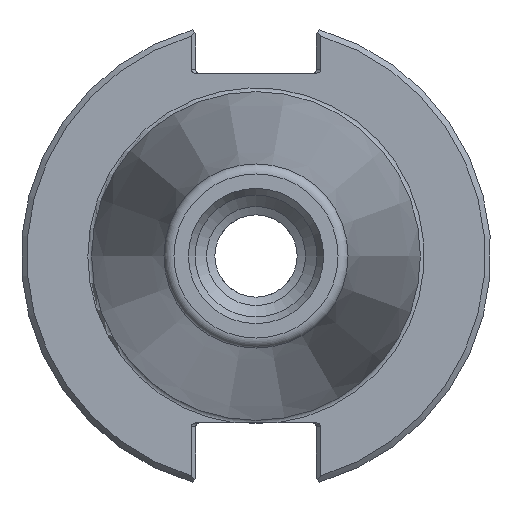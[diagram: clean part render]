
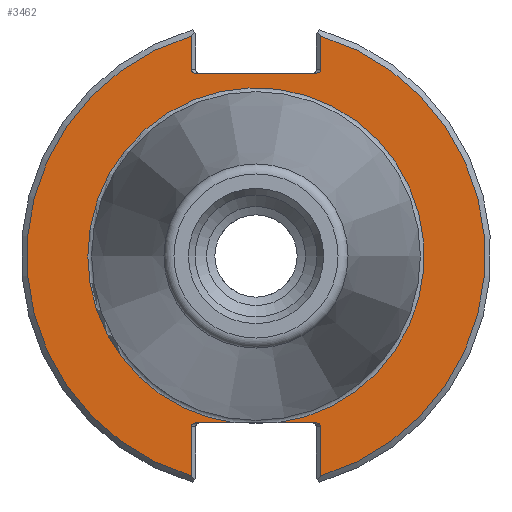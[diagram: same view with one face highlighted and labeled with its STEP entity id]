
A CAD part, left-side view. The second image highlights one B-rep face of the part: STEP entity #3462.
In plain terms, the highlighted planar face has unit normal (-1, 0, 0).
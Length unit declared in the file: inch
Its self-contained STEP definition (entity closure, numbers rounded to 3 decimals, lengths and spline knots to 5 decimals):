
#2520=CARTESIAN_POINT('',(0.125,0.345,0.992));
#2521=VERTEX_POINT('',#2520);
#2528=CARTESIAN_POINT('',(0.125,0.31672,0.972));
#2529=VERTEX_POINT('',#2528);
#2530=CARTESIAN_POINT('',(0.125,0.31672,0.992));
#2531=DIRECTION('',(-1.0,0.0,0.0));
#2532=DIRECTION('',(0.0,1.0,0.0));
#2533=AXIS2_PLACEMENT_3D('',#2530,#2531,#2532);
#2534=ELLIPSE('',#2533,0.02828,0.02);
#2535=EDGE_CURVE('',#2521,#2529,#2534,.T.);
#2620=CARTESIAN_POINT('',(0.125,0.345,1.1702));
#2621=VERTEX_POINT('',#2620);
#2628=CARTESIAN_POINT('',(0.125,0.345,1.1702));
#2629=DIRECTION('',(0.0,0.0,-1.0));
#2630=VECTOR('',#2629,0.1782);
#2631=LINE('',#2628,#2630);
#2632=EDGE_CURVE('',#2621,#2521,#2631,.T.);
#2732=CARTESIAN_POINT('',(0.125,-0.31672,0.972));
#2733=VERTEX_POINT('',#2732);
#2740=CARTESIAN_POINT('',(0.125,-0.345,0.992));
#2741=VERTEX_POINT('',#2740);
#2742=CARTESIAN_POINT('',(0.125,-0.31672,0.992));
#2743=DIRECTION('',(-1.0,0.0,0.0));
#2744=DIRECTION('',(0.0,-1.0,0.0));
#2745=AXIS2_PLACEMENT_3D('',#2742,#2743,#2744);
#2746=ELLIPSE('',#2745,0.02828,0.02);
#2747=EDGE_CURVE('',#2733,#2741,#2746,.T.);
#2797=CARTESIAN_POINT('',(0.125,-0.345,1.1702));
#2798=VERTEX_POINT('',#2797);
#2799=CARTESIAN_POINT('',(0.125,-0.345,0.992));
#2800=DIRECTION('',(0.0,0.0,1.0));
#2801=VECTOR('',#2800,0.1782);
#2802=LINE('',#2799,#2801);
#2803=EDGE_CURVE('',#2741,#2798,#2802,.T.);
#2821=CARTESIAN_POINT('',(0.125,-0.345,-0.908));
#2822=VERTEX_POINT('',#2821);
#2823=CARTESIAN_POINT('',(0.125,-0.31672,-0.888));
#2824=VERTEX_POINT('',#2823);
#2825=CARTESIAN_POINT('',(0.125,-0.31672,-0.908));
#2826=DIRECTION('',(-1.0,0.0,0.0));
#2827=DIRECTION('',(0.0,-1.0,0.0));
#2828=AXIS2_PLACEMENT_3D('',#2825,#2826,#2827);
#2829=ELLIPSE('',#2828,0.02828,0.02);
#2830=EDGE_CURVE('',#2822,#2824,#2829,.T.);
#2928=CARTESIAN_POINT('',(0.125,-0.345,-1.1702));
#2929=VERTEX_POINT('',#2928);
#2936=CARTESIAN_POINT('',(0.125,-0.345,-1.1702));
#2937=DIRECTION('',(0.0,0.0,1.0));
#2938=VECTOR('',#2937,0.2622);
#2939=LINE('',#2936,#2938);
#2940=EDGE_CURVE('',#2929,#2822,#2939,.T.);
#3040=CARTESIAN_POINT('',(0.125,0.31672,-0.888));
#3041=VERTEX_POINT('',#3040);
#3048=CARTESIAN_POINT('',(0.125,0.345,-0.908));
#3049=VERTEX_POINT('',#3048);
#3050=CARTESIAN_POINT('',(0.125,0.31672,-0.908));
#3051=DIRECTION('',(-1.0,0.0,0.0));
#3052=DIRECTION('',(0.0,1.0,0.0));
#3053=AXIS2_PLACEMENT_3D('',#3050,#3051,#3052);
#3054=ELLIPSE('',#3053,0.02828,0.02);
#3055=EDGE_CURVE('',#3041,#3049,#3054,.T.);
#3105=CARTESIAN_POINT('',(0.125,0.345,-1.1702));
#3106=VERTEX_POINT('',#3105);
#3107=CARTESIAN_POINT('',(0.125,0.345,-0.908));
#3108=DIRECTION('',(0.0,0.0,-1.0));
#3109=VECTOR('',#3108,0.2622);
#3110=LINE('',#3107,#3109);
#3111=EDGE_CURVE('',#3049,#3106,#3110,.T.);
#3178=CARTESIAN_POINT('',(0.125,0.31672,0.972));
#3179=DIRECTION('',(0.0,-1.0,0.0));
#3180=VECTOR('',#3179,0.63343);
#3181=LINE('',#3178,#3180);
#3182=EDGE_CURVE('',#2529,#2733,#3181,.T.);
#3380=CARTESIAN_POINT('',(0.125,-0.11172,-0.888));
#3381=VERTEX_POINT('',#3380);
#3382=CARTESIAN_POINT('',(0.125,0.11172,-0.888));
#3383=VERTEX_POINT('',#3382);
#3398=CARTESIAN_POINT('',(0.125,0.,0.0));
#3399=DIRECTION('',(-1.0,0.0,0.0));
#3400=DIRECTION('',(0.0,-1.0,0.0));
#3401=AXIS2_PLACEMENT_3D('',#3398,#3399,#3400);
#3402=CIRCLE('',#3401,0.895);
#3403=EDGE_CURVE('',#3381,#3383,#3402,.T.);
#3419=CARTESIAN_POINT('',(0.125,1.0625,0.0));
#3420=DIRECTION('',(-1.0,0.0,0.0));
#3421=DIRECTION('',(0.0,0.0,1.0));
#3422=AXIS2_PLACEMENT_3D('',#3419,#3420,#3421);
#3423=PLANE('',#3422);
#3424=ORIENTED_EDGE('',*,*,#3403,.F.);
#3425=CARTESIAN_POINT('',(0.125,-0.31672,-0.888));
#3426=DIRECTION('',(0.0,1.0,0.0));
#3427=VECTOR('',#3426,0.205);
#3428=LINE('',#3425,#3427);
#3429=EDGE_CURVE('',#2824,#3381,#3428,.T.);
#3430=ORIENTED_EDGE('',*,*,#3429,.F.);
#3431=ORIENTED_EDGE('',*,*,#2830,.F.);
#3432=ORIENTED_EDGE('',*,*,#2940,.F.);
#3433=CARTESIAN_POINT('',(0.125,0.,0.0));
#3434=DIRECTION('',(1.0,0.0,0.0));
#3435=DIRECTION('',(0.0,-1.0,0.0));
#3436=AXIS2_PLACEMENT_3D('',#3433,#3434,#3435);
#3437=CIRCLE('',#3436,1.22);
#3438=EDGE_CURVE('',#2798,#2929,#3437,.T.);
#3439=ORIENTED_EDGE('',*,*,#3438,.F.);
#3440=ORIENTED_EDGE('',*,*,#2803,.F.);
#3441=ORIENTED_EDGE('',*,*,#2747,.F.);
#3442=ORIENTED_EDGE('',*,*,#3182,.F.);
#3443=ORIENTED_EDGE('',*,*,#2535,.F.);
#3444=ORIENTED_EDGE('',*,*,#2632,.F.);
#3445=CARTESIAN_POINT('',(0.125,0.,0.0));
#3446=DIRECTION('',(1.0,0.0,0.0));
#3447=DIRECTION('',(0.0,1.0,0.0));
#3448=AXIS2_PLACEMENT_3D('',#3445,#3446,#3447);
#3449=CIRCLE('',#3448,1.22);
#3450=EDGE_CURVE('',#3106,#2621,#3449,.T.);
#3451=ORIENTED_EDGE('',*,*,#3450,.F.);
#3452=ORIENTED_EDGE('',*,*,#3111,.F.);
#3453=ORIENTED_EDGE('',*,*,#3055,.F.);
#3454=CARTESIAN_POINT('',(0.125,0.11172,-0.888));
#3455=DIRECTION('',(0.0,1.0,0.0));
#3456=VECTOR('',#3455,0.205);
#3457=LINE('',#3454,#3456);
#3458=EDGE_CURVE('',#3383,#3041,#3457,.T.);
#3459=ORIENTED_EDGE('',*,*,#3458,.F.);
#3460=EDGE_LOOP('',(#3424,#3430,#3431,#3432,#3439,#3440,#3441,#3442,#3443,#3444,#3451,#3452,#3453,#3459));
#3461=FACE_OUTER_BOUND('',#3460,.T.);
#3462=ADVANCED_FACE('',(#3461),#3423,.T.);
